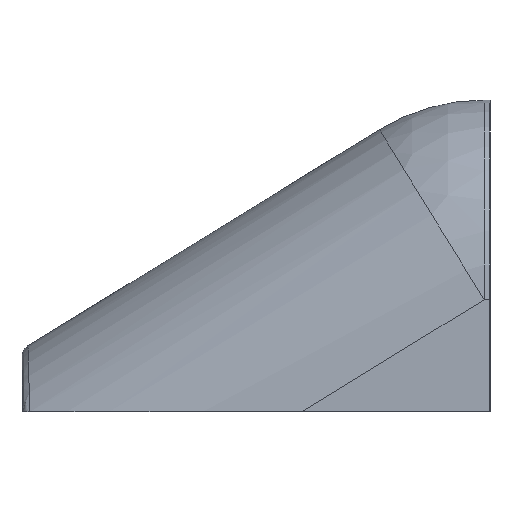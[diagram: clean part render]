
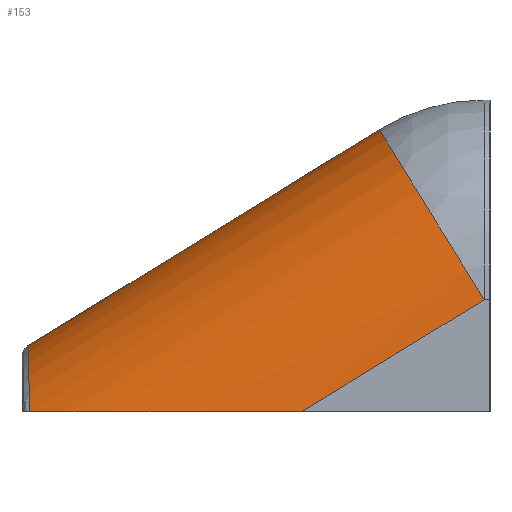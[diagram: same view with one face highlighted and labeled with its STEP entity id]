
A CAD part, left-side view. The second image highlights one B-rep face of the part: STEP entity #153.
In plain terms, the highlighted cylindrical face has radius 16 mm (diameter 32 mm), a partial arc.
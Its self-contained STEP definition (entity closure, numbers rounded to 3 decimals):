
#5 = EDGE_CURVE ( 'NONE', #669, #1045, #1970, .T. ) ;
#68 = CARTESIAN_POINT ( 'NONE',  ( -34., -221.726, 5.293 ) ) ;
#73 = CARTESIAN_POINT ( 'NONE',  ( -34., -258.279, 9. ) ) ;
#153 = ADVANCED_FACE ( 'NONE', ( #1661 ), #729, .T. ) ;
#246 = CARTESIAN_POINT ( 'NONE',  ( -42.182, -221.779, 3.436 ) ) ;
#298 = CARTESIAN_POINT ( 'NONE',  ( -34., -253.75, 25. ) ) ;
#358 = ORIENTED_EDGE ( 'NONE', *, *, #359, .F. ) ;
#359 = EDGE_CURVE ( 'NONE', #1595, #1464, #1620, .T. ) ;
#370 = CARTESIAN_POINT ( 'NONE',  ( -50., -243.654, 0. ) ) ;
#425 = CARTESIAN_POINT ( 'NONE',  ( -45.213, -221.876, 0. ) ) ;
#437 = CARTESIAN_POINT ( 'NONE',  ( -48.317, -227.695, 0. ) ) ;
#539 = DIRECTION ( 'NONE',  ( 0., 0.524, 0.852 ) ) ;
#541 = CARTESIAN_POINT ( 'NONE',  ( -45.213, -221.876, 0. ) ) ;
#669 = VERTEX_POINT ( 'NONE', #2214 ) ;
#729 = CYLINDRICAL_SURFACE ( 'NONE', #1138, 16. ) ;
#751 = DIRECTION ( 'NONE',  ( 0., -0.852, 0.524 ) ) ;
#794 = DIRECTION ( 'NONE',  ( 0., 0.852, -0.524 ) ) ;
#825 = VECTOR ( 'NONE', #1703, 1000. ) ;
#858 = CARTESIAN_POINT ( 'NONE',  ( -50., -258.279, 9. ) ) ;
#890 = ORIENTED_EDGE ( 'NONE', *, *, #5, .F. ) ;
#892 = ORIENTED_EDGE ( 'NONE', *, *, #1231, .T. ) ;
#990 = AXIS2_PLACEMENT_3D ( 'NONE', #73, #751, #1111 ) ;
#1023 = VERTEX_POINT ( 'NONE', #858 ) ;
#1045 = VERTEX_POINT ( 'NONE', #1893 ) ;
#1067 = DIRECTION ( 'NONE',  ( 0., 0.852, -0.524 ) ) ;
#1109 = CARTESIAN_POINT ( 'NONE',  ( -45.213, -221.876, 0. ) ) ;
#1111 = DIRECTION ( 'NONE',  ( 0., -0.524, -0.852 ) ) ;
#1138 = AXIS2_PLACEMENT_3D ( 'NONE', #1373, #1067, #539 ) ;
#1170 = ORIENTED_EDGE ( 'NONE', *, *, #1901, .F. ) ;
#1231 = EDGE_CURVE ( 'NONE', #669, #1464, #1850, .T. ) ;
#1373 = CARTESIAN_POINT ( 'NONE',  ( -34., -229.636, -8.627 ) ) ;
#1464 = VERTEX_POINT ( 'NONE', #541 ) ;
#1473 = CARTESIAN_POINT ( 'NONE',  ( -50., -243.654, 0. ) ) ;
#1501 = CIRCLE ( 'NONE', #990, 16. ) ;
#1505 = VECTOR ( 'NONE', #794, 1000. ) ;
#1595 = VERTEX_POINT ( 'NONE', #370 ) ;
#1620 =( BOUNDED_CURVE ( )  B_SPLINE_CURVE ( 3, ( #1473, #1656, #437, #1109 ),
 .UNSPECIFIED., .F., .F. ) 
 B_SPLINE_CURVE_WITH_KNOTS ( ( 4, 4 ),
 ( 4.712, 5.507 ),
 .UNSPECIFIED. ) 
 CURVE ( )  GEOMETRIC_REPRESENTATION_ITEM ( )  RATIONAL_B_SPLINE_CURVE ( ( 1., 0.948, 0.948, 1. ) ) 
 REPRESENTATION_ITEM ( '' )  );
#1656 = CARTESIAN_POINT ( 'NONE',  ( -50., -235.351, 0. ) ) ;
#1661 = FACE_OUTER_BOUND ( 'NONE', #1978, .T. ) ;
#1703 = DIRECTION ( 'NONE',  ( 0., -0.852, 0.524 ) ) ;
#1777 = EDGE_CURVE ( 'NONE', #1023, #1595, #2008, .T. ) ;
#1850 =( BOUNDED_CURVE ( )  B_SPLINE_CURVE ( 3, ( #68, #1961, #246, #425 ),
 .UNSPECIFIED., .F., .T. ) 
 B_SPLINE_CURVE_WITH_KNOTS ( ( 4, 4 ),
 ( 3.142, 3.918 ),
 .UNSPECIFIED. ) 
 CURVE ( )  GEOMETRIC_REPRESENTATION_ITEM ( )  RATIONAL_B_SPLINE_CURVE ( ( 1., 0.95, 0.95, 1. ) ) 
 REPRESENTATION_ITEM ( '' )  );
#1893 = CARTESIAN_POINT ( 'NONE',  ( -34., -249.893, 22.627 ) ) ;
#1901 = EDGE_CURVE ( 'NONE', #1045, #1023, #1501, .T. ) ;
#1961 = CARTESIAN_POINT ( 'NONE',  ( -38.249, -221.726, 5.293 ) ) ;
#1970 = LINE ( 'NONE', #298, #825 ) ;
#1978 = EDGE_LOOP ( 'NONE', ( #890, #892, #358, #1988, #1170 ) ) ;
#1983 = CARTESIAN_POINT ( 'NONE',  ( -50., -229.636, -8.627 ) ) ;
#1988 = ORIENTED_EDGE ( 'NONE', *, *, #1777, .F. ) ;
#2008 = LINE ( 'NONE', #1983, #1505 ) ;
#2214 = CARTESIAN_POINT ( 'NONE',  ( -34., -221.726, 5.293 ) ) ;
